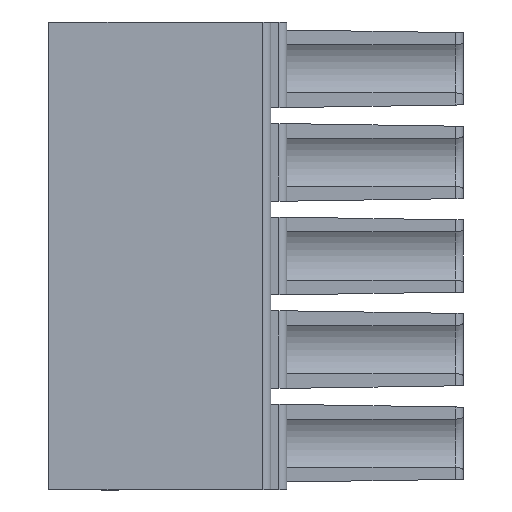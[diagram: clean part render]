
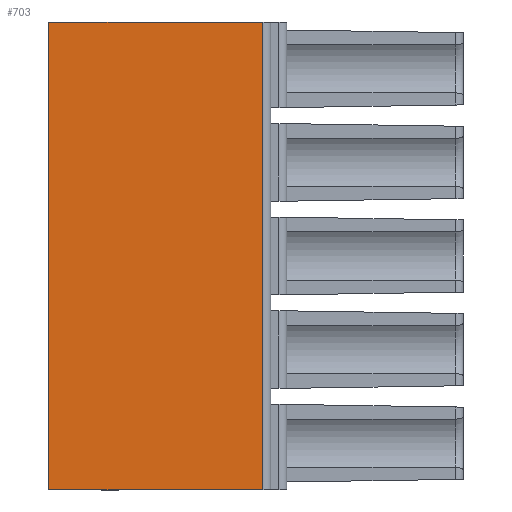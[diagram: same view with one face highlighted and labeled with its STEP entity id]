
A CAD part, front view. The second image highlights one B-rep face of the part: STEP entity #703.
In plain terms, the highlighted planar face has unit normal (0, -1, 0).
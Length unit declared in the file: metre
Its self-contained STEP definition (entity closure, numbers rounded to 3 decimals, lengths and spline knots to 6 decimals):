
#703=ADVANCED_FACE('',(#1687),#1688,.T.);
#1687=FACE_OUTER_BOUND('',#2992,.T.);
#1688=PLANE('',#2993);
#2992=EDGE_LOOP('',(#5029,#5030,#5031,#5032));
#2993=AXIS2_PLACEMENT_3D('',#5033,#5034,#5035);
#5029=ORIENTED_EDGE('',*,*,#8241,.F.);
#5030=ORIENTED_EDGE('',*,*,#7948,.F.);
#5031=ORIENTED_EDGE('',*,*,#8242,.T.);
#5032=ORIENTED_EDGE('',*,*,#7977,.T.);
#5033=CARTESIAN_POINT('',(0.006473,0.00051,0.002633));
#5034=DIRECTION('',(0.,-1.0,0.));
#5035=DIRECTION('',(0.,0.,1.0));
#7948=EDGE_CURVE('',#9603,#9604,#9605,.T.);
#7977=EDGE_CURVE('',#9655,#9653,#9656,.T.);
#8241=EDGE_CURVE('',#9604,#9653,#10053,.T.);
#8242=EDGE_CURVE('',#9603,#9655,#10054,.T.);
#9603=VERTEX_POINT('',#12022);
#9604=VERTEX_POINT('',#12023);
#9605=LINE('',#12024,#12025);
#9653=VERTEX_POINT('',#12091);
#9655=VERTEX_POINT('',#12093);
#9656=LINE('',#12094,#12095);
#10053=LINE('',#12743,#12744);
#10054=LINE('',#12745,#12746);
#12022=CARTESIAN_POINT('',(-0.001527,0.00051,0.009633));
#12023=CARTESIAN_POINT('',(0.006473,0.00051,0.009633));
#12024=CARTESIAN_POINT('',(0.013673,0.00051,0.009633));
#12025=VECTOR('',#14802,1.0);
#12091=CARTESIAN_POINT('',(0.006473,0.00051,-0.007867));
#12093=CARTESIAN_POINT('',(-0.001527,0.00051,-0.007867));
#12094=CARTESIAN_POINT('',(0.013673,0.00051,-0.007867));
#12095=VECTOR('',#14845,1.0);
#12743=CARTESIAN_POINT('',(0.006473,0.00051,0.002633));
#12744=VECTOR('',#15110,1.0);
#12745=CARTESIAN_POINT('',(-0.001527,0.00051,0.002633));
#12746=VECTOR('',#15111,1.0);
#14802=DIRECTION('',(1.0,0.,0.));
#14845=DIRECTION('',(1.0,0.,0.));
#15110=DIRECTION('',(0.,0.,-1.0));
#15111=DIRECTION('',(0.,0.,-1.0));
